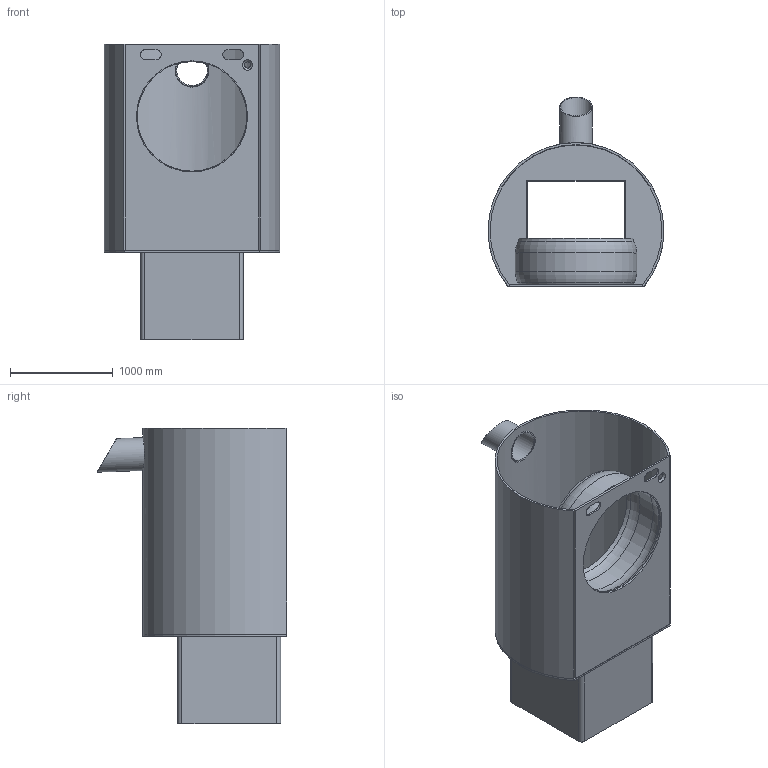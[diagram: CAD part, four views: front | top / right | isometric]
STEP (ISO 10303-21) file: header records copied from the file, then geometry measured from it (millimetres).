
FILE_DESCRIPTION(/* description */ (''),/* implementation_level */ '2;1');
FILE_NAME(/* name */ '43795.100X_3D.stp',/* time_stamp */ '2024-12-12T09:30:37+01:00',/* author */ ('CAD'),/* organization */ (''),/* preprocessor_version */ 'ST-DEVELOPER v20',/* originating_system */ 'AutoCAD Mechanical',/* authorisation */ '');
FILE_SCHEMA (('AUTOMOTIVE_DESIGN { 1 0 10303 214 3 1 1 }'));
Length unit declared in the file: centimetre
Products named in the file (2): Product; *S0
Assembly tree (1 placements, depth 2):
  Product
    *S0
Bounding box: 1709.98 x 1843.98 x 2870 mm (x, y, z)
Volume: 339805597.2 mm3; surface area: 32144055 mm2
Topology: 6 solids, 6 shells, 65 faces, 160 edges, 108 vertices
Faces by surface type: plane 34, cylinder 22, torus 6, cone 3
Full cylindrical faces by diameter (mm): 300 x1, 320 x1, 330 x1, 1080 x1, 1140 x1, 1180 x1
Entity records: 2276 total; most frequent: CARTESIAN_POINT 598, DIRECTION 350, ORIENTED_EDGE 318, EDGE_CURVE 159, AXIS2_PLACEMENT_3D 128, VERTEX_POINT 106, LINE 94, VECTOR 94
